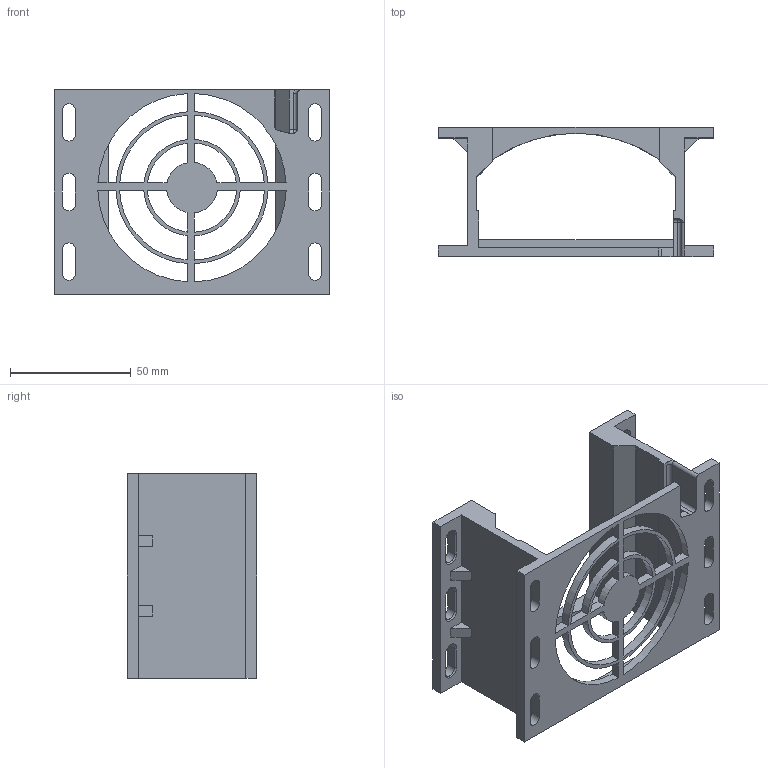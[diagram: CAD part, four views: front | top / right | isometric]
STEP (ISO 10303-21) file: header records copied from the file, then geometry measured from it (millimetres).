
FILE_DESCRIPTION(/* description */ (''),/* implementation_level */ '2;1');
FILE_NAME(/* name */ 'Heatsink Adaptor.step',/* time_stamp */ '2016-06-19T08:31:42-04:00',/* author */ (''),/* organization */ (''),/* preprocessor_version */ 'ST-DEVELOPER v16.5',/* originating_system */ 'Autodesk Translation Framework v5.0.0.3310',/* authorisation */ '');
FILE_SCHEMA (('AUTOMOTIVE_DESIGN { 1 0 10303 214 3 1 1 }'));
Length unit declared in the file: centimetre
Products named in the file (1): Fan Adaptor v42
Bounding box: 113.9 x 53.6 x 84.6 mm (x, y, z)
Volume: 83470.4 mm3; surface area: 43072.7 mm2
Topology: 1 solids, 1 shells, 191 faces, 534 edges, 344 vertices
Faces by surface type: plane 101, cylinder 76, torus 13, sphere 1
Entity records: 6260 total; most frequent: DIRECTION 1088, CARTESIAN_POINT 1077, ORIENTED_EDGE 1068, EDGE_CURVE 534, AXIS2_PLACEMENT_3D 363, LINE 362, VECTOR 362, VERTEX_POINT 344
